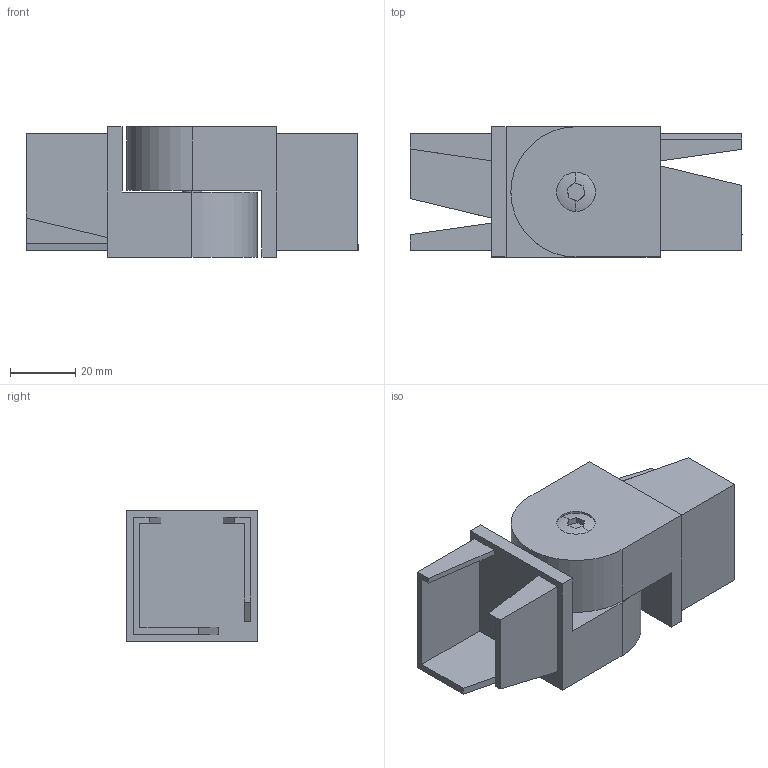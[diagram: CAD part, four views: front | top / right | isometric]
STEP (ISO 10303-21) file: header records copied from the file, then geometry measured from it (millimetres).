
FILE_DESCRIPTION (( 'STEP AP203' ), '1' );
FILE_NAME ('3D_GV1724_40x40x2_188711620.STEP', '2024-10-18T09:02:54', ( '' ), ( '' ), 'SwSTEP 2.0', 'SolidWorks 2024', '' );
FILE_SCHEMA (( 'CONFIG_CONTROL_DESIGN' ));
Length unit declared in the file: millimetre
Products named in the file (1): 3D_GV1724_40x40x2_188711620
Bounding box: 102 x 40 x 40 mm (x, y, z)
Volume: 82014.7 mm3; surface area: 27905 mm2
Topology: 3 solids, 3 shells, 74 faces, 182 edges, 120 vertices
Faces by surface type: plane 56, cylinder 12, cone 4, torus 2
Entity records: 2263 total; most frequent: CARTESIAN_POINT 409, ORIENTED_EDGE 364, DIRECTION 356, EDGE_CURVE 182, LINE 142, VECTOR 142, VERTEX_POINT 120, AXIS2_PLACEMENT_3D 107
